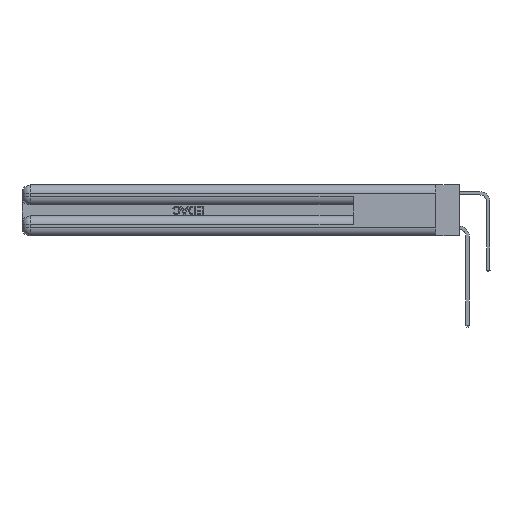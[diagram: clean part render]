
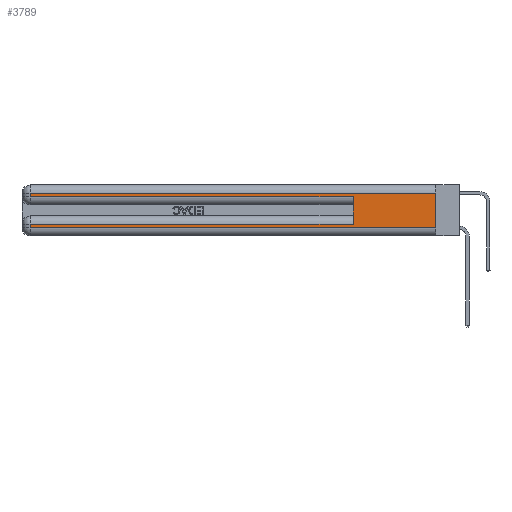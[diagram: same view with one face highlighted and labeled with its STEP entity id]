
A CAD part, left-side view. The second image highlights one B-rep face of the part: STEP entity #3789.
In plain terms, the highlighted planar face has unit normal (-1, 0, 0).
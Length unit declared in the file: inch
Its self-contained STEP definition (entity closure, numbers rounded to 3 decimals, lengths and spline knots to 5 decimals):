
#47 = ORIENTED_EDGE ( 'NONE', *, *, #23525, .T. ) ;
#978 = CARTESIAN_POINT ( 'NONE',  ( 0., 2.94, 0.06 ) ) ;
#1606 = ORIENTED_EDGE ( 'NONE', *, *, #29579, .T. ) ;
#1965 = CARTESIAN_POINT ( 'NONE',  ( 0., 0., 0.31 ) ) ;
#2287 = CARTESIAN_POINT ( 'NONE',  ( 0., 0., 0.37 ) ) ;
#2499 = DIRECTION ( 'NONE',  ( 0., 1., 0. ) ) ;
#2770 = VERTEX_POINT ( 'NONE', #21358 ) ;
#3100 = CARTESIAN_POINT ( 'NONE',  ( 0., 0., 0.285 ) ) ;
#3789 = ADVANCED_FACE ( 'NONE', ( #25093 ), #27257, .F. ) ;
#4450 = DIRECTION ( 'NONE',  ( 0., 0., -1. ) ) ;
#4803 = VERTEX_POINT ( 'NONE', #26300 ) ;
#4865 = LINE ( 'NONE', #17498, #31218 ) ;
#4947 = CARTESIAN_POINT ( 'NONE',  ( 0., 0., 0.31 ) ) ;
#5267 = LINE ( 'NONE', #4947, #5885 ) ;
#5339 = VECTOR ( 'NONE', #27755, 39.37008 ) ;
#5527 = CARTESIAN_POINT ( 'NONE',  ( 0., 2.94, 0.31 ) ) ;
#5615 = LINE ( 'NONE', #23925, #9329 ) ;
#5885 = VECTOR ( 'NONE', #13071, 39.37008 ) ;
#6115 = EDGE_CURVE ( 'NONE', #23323, #2770, #4865, .T. ) ;
#6139 = CARTESIAN_POINT ( 'NONE',  ( 0., 0.6, 0.145 ) ) ;
#7025 = ORIENTED_EDGE ( 'NONE', *, *, #15893, .T. ) ;
#8088 = VERTEX_POINT ( 'NONE', #978 ) ;
#9090 = EDGE_CURVE ( 'NONE', #4803, #13170, #13608, .T. ) ;
#9329 = VECTOR ( 'NONE', #15930, 39.37008 ) ;
#10122 = VERTEX_POINT ( 'NONE', #14185 ) ;
#10139 = LINE ( 'NONE', #14958, #13298 ) ;
#10202 = VERTEX_POINT ( 'NONE', #5527 ) ;
#10516 = ORIENTED_EDGE ( 'NONE', *, *, #22253, .T. ) ;
#12098 = CARTESIAN_POINT ( 'NONE',  ( 0., 0.6, 0.285 ) ) ;
#12315 = DIRECTION ( 'NONE',  ( 0., 0., -1. ) ) ;
#12428 = DIRECTION ( 'NONE',  ( 1., 0., 0. ) ) ;
#13071 = DIRECTION ( 'NONE',  ( 0., 1., 0. ) ) ;
#13170 = VERTEX_POINT ( 'NONE', #12098 ) ;
#13298 = VECTOR ( 'NONE', #12315, 39.37008 ) ;
#13503 = ORIENTED_EDGE ( 'NONE', *, *, #22258, .T. ) ;
#13608 = LINE ( 'NONE', #6139, #25386 ) ;
#14104 = VERTEX_POINT ( 'NONE', #14834 ) ;
#14185 = CARTESIAN_POINT ( 'NONE',  ( 0., 2.94, 0.085 ) ) ;
#14834 = CARTESIAN_POINT ( 'NONE',  ( 0., 2.94, 0.285 ) ) ;
#14958 = CARTESIAN_POINT ( 'NONE',  ( 0., 2.94, 0.37 ) ) ;
#15726 = LINE ( 'NONE', #3100, #18055 ) ;
#15893 = EDGE_CURVE ( 'NONE', #4803, #10122, #17467, .T. ) ;
#15930 = DIRECTION ( 'NONE',  ( 0., -1., 0. ) ) ;
#16976 = ORIENTED_EDGE ( 'NONE', *, *, #6115, .F. ) ;
#17467 = LINE ( 'NONE', #27642, #27477 ) ;
#17498 = CARTESIAN_POINT ( 'NONE',  ( 0., 0., 0.37 ) ) ;
#17589 = LINE ( 'NONE', #25408, #5339 ) ;
#17824 = ORIENTED_EDGE ( 'NONE', *, *, #21052, .T. ) ;
#18055 = VECTOR ( 'NONE', #30919, 39.37008 ) ;
#19531 = AXIS2_PLACEMENT_3D ( 'NONE', #2287, #12428, #4450 ) ;
#21052 = EDGE_CURVE ( 'NONE', #10122, #8088, #10139, .T. ) ;
#21358 = CARTESIAN_POINT ( 'NONE',  ( 0., 0., 0.06 ) ) ;
#22253 = EDGE_CURVE ( 'NONE', #10202, #14104, #17589, .T. ) ;
#22258 = EDGE_CURVE ( 'NONE', #23323, #10202, #5267, .T. ) ;
#23189 = EDGE_LOOP ( 'NONE', ( #16976, #13503, #10516, #47, #31320, #7025, #17824, #1606 ) ) ;
#23323 = VERTEX_POINT ( 'NONE', #1965 ) ;
#23525 = EDGE_CURVE ( 'NONE', #14104, #13170, #15726, .T. ) ;
#23779 = DIRECTION ( 'NONE',  ( 0., 0., 1. ) ) ;
#23925 = CARTESIAN_POINT ( 'NONE',  ( 0., 0., 0.06 ) ) ;
#25093 = FACE_OUTER_BOUND ( 'NONE', #23189, .T. ) ;
#25386 = VECTOR ( 'NONE', #23779, 39.37008 ) ;
#25408 = CARTESIAN_POINT ( 'NONE',  ( 0., 2.94, 0.37 ) ) ;
#26300 = CARTESIAN_POINT ( 'NONE',  ( 0., 0.6, 0.085 ) ) ;
#27257 = PLANE ( 'NONE',  #19531 ) ;
#27477 = VECTOR ( 'NONE', #2499, 39.37008 ) ;
#27642 = CARTESIAN_POINT ( 'NONE',  ( 0., 0., 0.085 ) ) ;
#27672 = DIRECTION ( 'NONE',  ( 0., 0., -1. ) ) ;
#27755 = DIRECTION ( 'NONE',  ( 0., 0., -1. ) ) ;
#29579 = EDGE_CURVE ( 'NONE', #8088, #2770, #5615, .T. ) ;
#30919 = DIRECTION ( 'NONE',  ( 0., -1., 0. ) ) ;
#31218 = VECTOR ( 'NONE', #27672, 39.37008 ) ;
#31320 = ORIENTED_EDGE ( 'NONE', *, *, #9090, .F. ) ;
